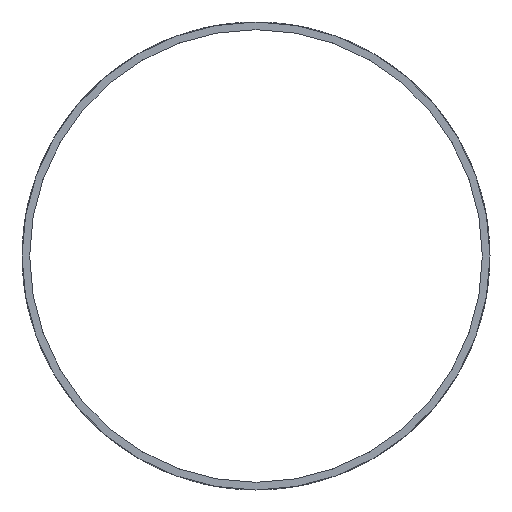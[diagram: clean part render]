
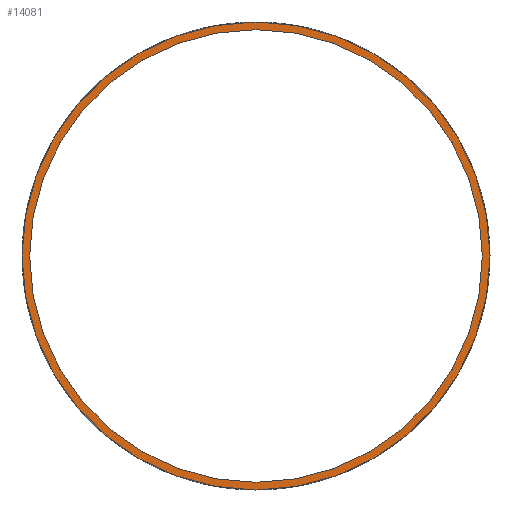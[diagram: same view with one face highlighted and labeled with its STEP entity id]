
A CAD part, left-side view. The second image highlights one B-rep face of the part: STEP entity #14081.
In plain terms, the highlighted planar face has unit normal (-1, 0, 0).
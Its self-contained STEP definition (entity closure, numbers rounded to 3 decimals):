
#105 = CIRCLE ( 'NONE', #6844, 45.875 ) ;
#1802 = VERTEX_POINT ( 'NONE', #4045 ) ;
#1902 = EDGE_LOOP ( 'NONE', ( #3627, #11263 ) ) ;
#2319 = EDGE_CURVE ( 'NONE', #2452, #20386, #105, .T. ) ;
#2452 = VERTEX_POINT ( 'NONE', #3763 ) ;
#3627 = ORIENTED_EDGE ( 'NONE', *, *, #20795, .T. ) ;
#3655 = EDGE_CURVE ( 'NONE', #20386, #2452, #6759, .T. ) ;
#3763 = CARTESIAN_POINT ( 'NONE',  ( -37., 0., -45.875 ) ) ;
#4045 = CARTESIAN_POINT ( 'NONE',  ( -37., 0., -44.375 ) ) ;
#4067 = PLANE ( 'NONE',  #12153 ) ;
#4174 = DIRECTION ( 'NONE',  ( 1., 0., 0. ) ) ;
#4753 = CIRCLE ( 'NONE', #16623, 44.375 ) ;
#6006 = DIRECTION ( 'NONE',  ( 1., 0., 0. ) ) ;
#6759 = CIRCLE ( 'NONE', #9482, 45.875 ) ;
#6844 = AXIS2_PLACEMENT_3D ( 'NONE', #7842, #11020, #16019 ) ;
#7842 = CARTESIAN_POINT ( 'NONE',  ( -37., 0., 0. ) ) ;
#8517 = ORIENTED_EDGE ( 'NONE', *, *, #3655, .F. ) ;
#8773 = CIRCLE ( 'NONE', #14886, 44.375 ) ;
#8840 = CARTESIAN_POINT ( 'NONE',  ( -37., 0., 0. ) ) ;
#8948 = DIRECTION ( 'NONE',  ( 1., 0., 0. ) ) ;
#9404 = CARTESIAN_POINT ( 'NONE',  ( -37., 0., 0. ) ) ;
#9482 = AXIS2_PLACEMENT_3D ( 'NONE', #9404, #6006, #12702 ) ;
#10428 = CARTESIAN_POINT ( 'NONE',  ( -37., 0., 0. ) ) ;
#10650 = DIRECTION ( 'NONE',  ( 0., 0., -1. ) ) ;
#11020 = DIRECTION ( 'NONE',  ( 1., 0., 0. ) ) ;
#11263 = ORIENTED_EDGE ( 'NONE', *, *, #16371, .T. ) ;
#11924 = DIRECTION ( 'NONE',  ( 1., 0., 0. ) ) ;
#12153 = AXIS2_PLACEMENT_3D ( 'NONE', #10428, #8948, #17027 ) ;
#12254 = CARTESIAN_POINT ( 'NONE',  ( -37., 0., 0. ) ) ;
#12702 = DIRECTION ( 'NONE',  ( 0., 0., -1. ) ) ;
#12791 = CARTESIAN_POINT ( 'NONE',  ( -37., 0., 45.875 ) ) ;
#13282 = CARTESIAN_POINT ( 'NONE',  ( -37., 0., 44.375 ) ) ;
#13286 = EDGE_LOOP ( 'NONE', ( #8517, #18460 ) ) ;
#14081 = ADVANCED_FACE ( 'NONE', ( #17130, #20109 ), #4067, .F. ) ;
#14886 = AXIS2_PLACEMENT_3D ( 'NONE', #8840, #11924, #20104 ) ;
#16019 = DIRECTION ( 'NONE',  ( 0., 0., -1. ) ) ;
#16371 = EDGE_CURVE ( 'NONE', #1802, #18047, #8773, .T. ) ;
#16623 = AXIS2_PLACEMENT_3D ( 'NONE', #12254, #4174, #10650 ) ;
#17027 = DIRECTION ( 'NONE',  ( 0., 0., -1. ) ) ;
#17130 = FACE_BOUND ( 'NONE', #1902, .T. ) ;
#18047 = VERTEX_POINT ( 'NONE', #13282 ) ;
#18460 = ORIENTED_EDGE ( 'NONE', *, *, #2319, .F. ) ;
#20104 = DIRECTION ( 'NONE',  ( 0., 0., -1. ) ) ;
#20109 = FACE_OUTER_BOUND ( 'NONE', #13286, .T. ) ;
#20386 = VERTEX_POINT ( 'NONE', #12791 ) ;
#20795 = EDGE_CURVE ( 'NONE', #18047, #1802, #4753, .T. ) ;
